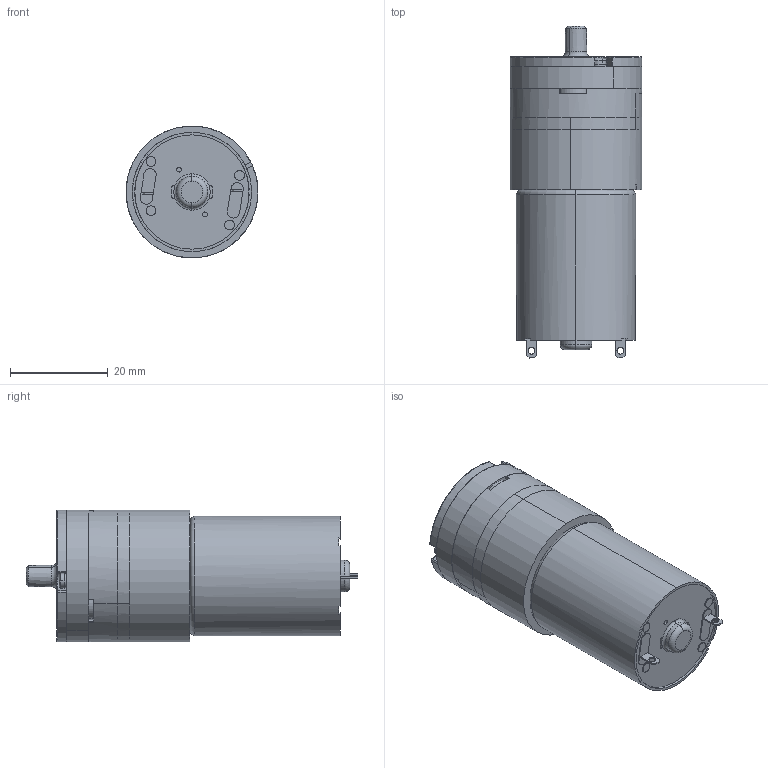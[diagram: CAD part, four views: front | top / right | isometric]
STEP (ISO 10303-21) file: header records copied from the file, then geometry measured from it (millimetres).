
FILE_DESCRIPTION((''),'2;1');
FILE_NAME('KPM27V-6A18_ASM','2018-03-28T',('wangsz'),(''),'CREO PARAMETRIC BY PTC INC, 2015200','CREO PARAMETRIC BY PTC INC, 2015200','');
FILE_SCHEMA(('CONFIG_CONTROL_DESIGN'));
Length unit declared in the file: millimetre
Products named in the file (8): MOTOR; PM27WBB4-4; PM27WBB3-4; PM27WRB2-8; PM27VBB2-1; PM27VBB1-1; PM27JSC1-2; KPM27V-6A18_ASM
Assembly tree (9 placements, depth 2):
  KPM27V-6A18_ASM
    MOTOR
    PM27WBB4-4
    PM27WBB3-4
    PM27WRB2-8
    PM27VBB2-1
    PM27VBB1-1
    PM27JSC1-2  x3
Bounding box: 26.99 x 67.95 x 26.99 mm (x, y, z)
Volume: 22582.9 mm3; surface area: 14048.6 mm2
Topology: 11 solids, 11 shells, 479 faces, 1693 edges, 1259 vertices
Faces by surface type: plane 166, cylinder 136, bspline 132, torus 32, cone 7, sphere 6
Entity records: 27637 total; most frequent: CARTESIAN_POINT 13207, ORIENTED_EDGE 1978, DIRECTION 1694, PRESENTATION_STYLE_ASSIGNMENT 1329, STYLED_ITEM 1329, CURVE_STYLE 989, EDGE_CURVE 989, VERTEX_POINT 693
